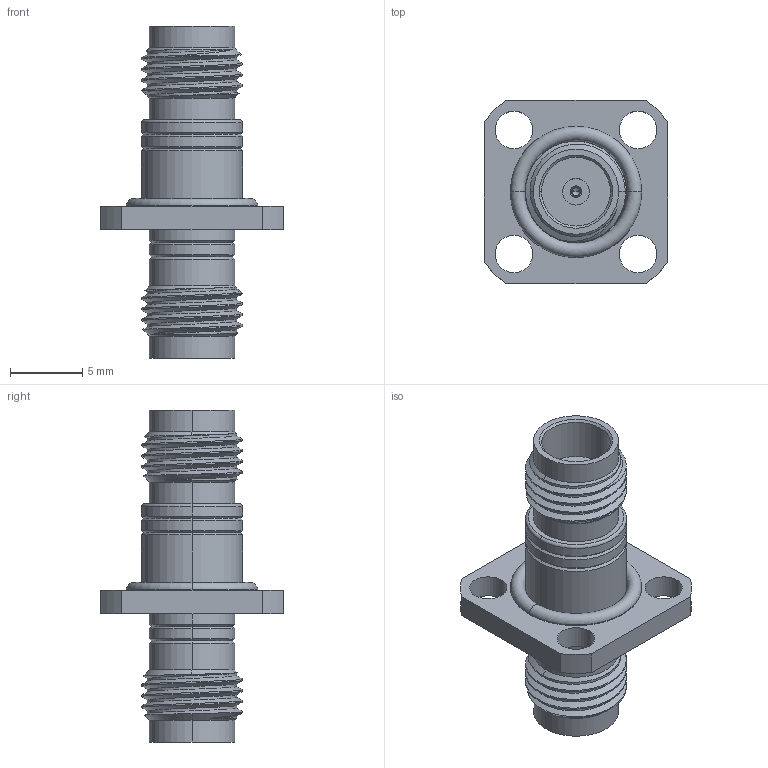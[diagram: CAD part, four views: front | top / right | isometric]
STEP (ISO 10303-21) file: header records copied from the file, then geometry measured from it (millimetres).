
FILE_DESCRIPTION (( 'STEP AP203' ), '1' );
FILE_NAME ('1.85-KFKG.STEP', '2020-11-10T01:41:59', ( '' ), ( '' ), 'SwSTEP 2.0', 'SolidWorks 2016', '' );
FILE_SCHEMA (( 'CONFIG_CONTROL_DESIGN' ));
Length unit declared in the file: millimetre
Products named in the file (1): 1.85-KFKG
Bounding box: 12.7 x 12.7 x 23 mm (x, y, z)
Volume: 757.5 mm3; surface area: 1276.8 mm2
Topology: 2 solids, 2 shells, 162 faces, 410 edges, 256 vertices
Faces by surface type: cylinder 62, plane 46, cone 42, torus 6, bspline 6
Entity records: 6975 total; most frequent: CARTESIAN_POINT 3063, DIRECTION 812, ORIENTED_EDGE 812, EDGE_CURVE 406, AXIS2_PLACEMENT_3D 321, VERTEX_POINT 256, EDGE_LOOP 180, LINE 170
